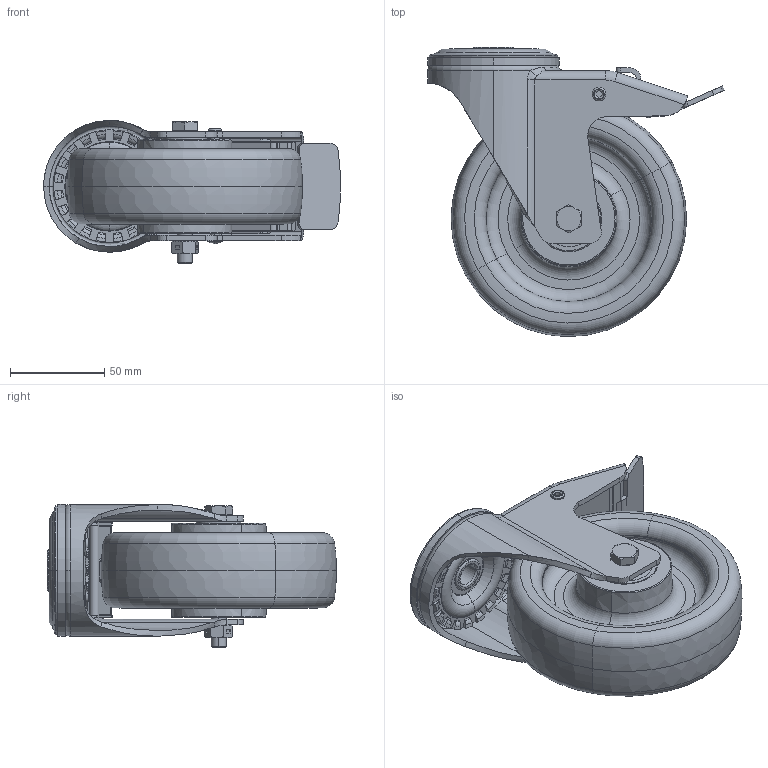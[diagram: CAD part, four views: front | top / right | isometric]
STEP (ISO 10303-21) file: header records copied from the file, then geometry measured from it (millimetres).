
FILE_DESCRIPTION (( 'STEP AP214' ), '1' );
FILE_NAME ('0056178.step', '2024-05-14T10:35:27', ( '' ), ( '' ), 'SwSTEP 2.0', 'SolidWorks 2020', '' );
FILE_SCHEMA (( 'AUTOMOTIVE_DESIGN' ));
Length unit declared in the file: millimetre
Products named in the file (1): 0056178
Bounding box: 157.58 x 153.49 x 76 mm (x, y, z)
Volume: 458352.5 mm3; surface area: 195495.2 mm2
Topology: 21 solids, 23 shells, 1359 faces, 3357 edges, 2072 vertices
Faces by surface type: plane 412, torus 397, cylinder 316, cone 176, bspline 42, sphere 16
Entity records: 63864 total; most frequent: CARTESIAN_POINT 17123, ORIENTED_EDGE 6714, DIRECTION 6584, EDGE_CURVE 3357, AXIS2_PLACEMENT_3D 2779, VERTEX_POINT 2072, CIRCLE 1461, EDGE_LOOP 1447
